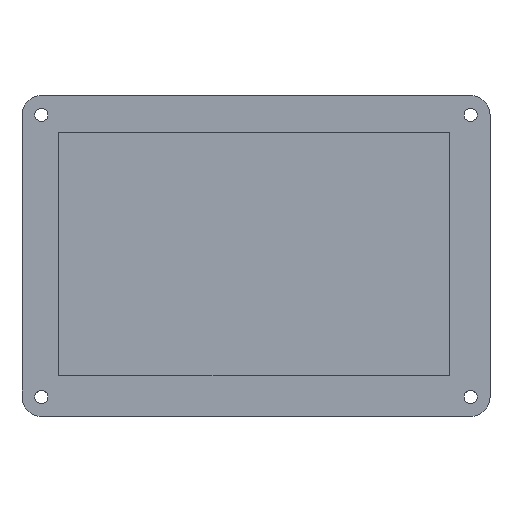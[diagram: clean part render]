
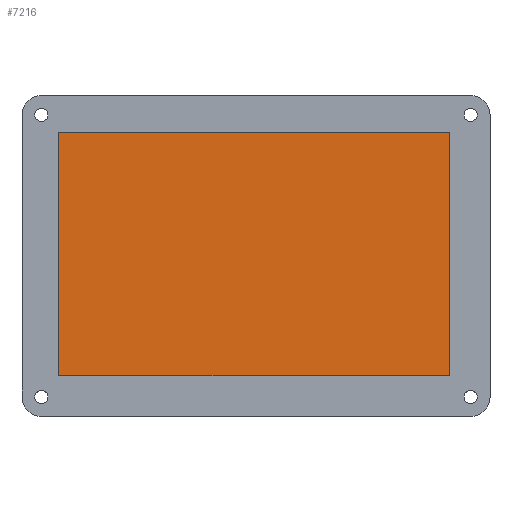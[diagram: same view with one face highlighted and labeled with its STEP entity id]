
A CAD part, top view. The second image highlights one B-rep face of the part: STEP entity #7216.
In plain terms, the highlighted planar face has unit normal (0, 0, 1).
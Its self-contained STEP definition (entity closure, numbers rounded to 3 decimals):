
#975=PLANE('',#7636);
#1065=FACE_OUTER_BOUND('',#1474,.T.);
#1474=EDGE_LOOP('',(#4911,#4912,#4913,#4914,#4915,#4916,#4917,#4918));
#1909=LINE('',#8549,#2418);
#1921=LINE('',#8584,#2430);
#1922=LINE('',#8587,#2431);
#1923=LINE('',#8589,#2432);
#1924=LINE('',#8591,#2433);
#1925=LINE('',#8593,#2434);
#1926=LINE('',#8595,#2435);
#1927=LINE('',#8596,#2436);
#2418=VECTOR('',#7767,10.);
#2430=VECTOR('',#7801,10.);
#2431=VECTOR('',#7806,10.);
#2432=VECTOR('',#7807,10.);
#2433=VECTOR('',#7808,10.);
#2434=VECTOR('',#7809,10.);
#2435=VECTOR('',#7810,10.);
#2436=VECTOR('',#7811,10.);
#2958=VERTEX_POINT('',#8542);
#2961=VERTEX_POINT('',#8547);
#2972=VERTEX_POINT('',#8581);
#2973=VERTEX_POINT('',#8583);
#2974=VERTEX_POINT('',#8588);
#2975=VERTEX_POINT('',#8590);
#2976=VERTEX_POINT('',#8592);
#2977=VERTEX_POINT('',#8594);
#3731=EDGE_CURVE('',#2961,#2958,#1909,.T.);
#3748=EDGE_CURVE('',#2972,#2973,#1921,.T.);
#3750=EDGE_CURVE('',#2973,#2961,#1922,.T.);
#3751=EDGE_CURVE('',#2974,#2972,#1923,.T.);
#3752=EDGE_CURVE('',#2975,#2974,#1924,.T.);
#3753=EDGE_CURVE('',#2976,#2975,#1925,.T.);
#3754=EDGE_CURVE('',#2977,#2976,#1926,.T.);
#3755=EDGE_CURVE('',#2958,#2977,#1927,.T.);
#4911=ORIENTED_EDGE('',*,*,#3731,.F.);
#4912=ORIENTED_EDGE('',*,*,#3750,.F.);
#4913=ORIENTED_EDGE('',*,*,#3748,.F.);
#4914=ORIENTED_EDGE('',*,*,#3751,.F.);
#4915=ORIENTED_EDGE('',*,*,#3752,.F.);
#4916=ORIENTED_EDGE('',*,*,#3753,.F.);
#4917=ORIENTED_EDGE('',*,*,#3754,.F.);
#4918=ORIENTED_EDGE('',*,*,#3755,.F.);
#7216=ADVANCED_FACE('',(#1065),#975,.T.);
#7636=AXIS2_PLACEMENT_3D('',#8586,#7804,#7805);
#7767=DIRECTION('',(0.,-1.,0.));
#7801=DIRECTION('',(0.,1.,0.));
#7804=DIRECTION('center_axis',(0.,0.,1.));
#7805=DIRECTION('ref_axis',(1.,0.,0.));
#7806=DIRECTION('',(1.,0.,0.));
#7807=DIRECTION('',(1.,0.,0.));
#7808=DIRECTION('',(0.,1.,0.));
#7809=DIRECTION('',(-1.,0.,0.));
#7810=DIRECTION('',(0.,-1.,0.));
#7811=DIRECTION('',(1.,0.,0.));
#8542=CARTESIAN_POINT('',(73.,60.409,3.));
#8547=CARTESIAN_POINT('',(73.,69.909,3.));
#8549=CARTESIAN_POINT('',(73.,44.682,3.));
#8581=CARTESIAN_POINT('',(63.6,60.409,3.));
#8583=CARTESIAN_POINT('',(63.6,69.909,3.));
#8584=CARTESIAN_POINT('',(63.6,44.682,3.));
#8586=CARTESIAN_POINT('Origin',(48.857,28.954,3.));
#8587=CARTESIAN_POINT('',(91.919,69.909,3.));
#8588=CARTESIAN_POINT('',(-1.623,60.409,3.));
#8589=CARTESIAN_POINT('',(23.617,60.409,3.));
#8590=CARTESIAN_POINT('',(-1.623,-2.501,3.));
#8591=CARTESIAN_POINT('',(-1.623,13.227,3.));
#8592=CARTESIAN_POINT('',(99.337,-2.501,3.));
#8593=CARTESIAN_POINT('',(74.097,-2.501,3.));
#8594=CARTESIAN_POINT('',(99.337,60.409,3.));
#8595=CARTESIAN_POINT('',(99.337,44.682,3.));
#8596=CARTESIAN_POINT('',(23.617,60.409,3.));
